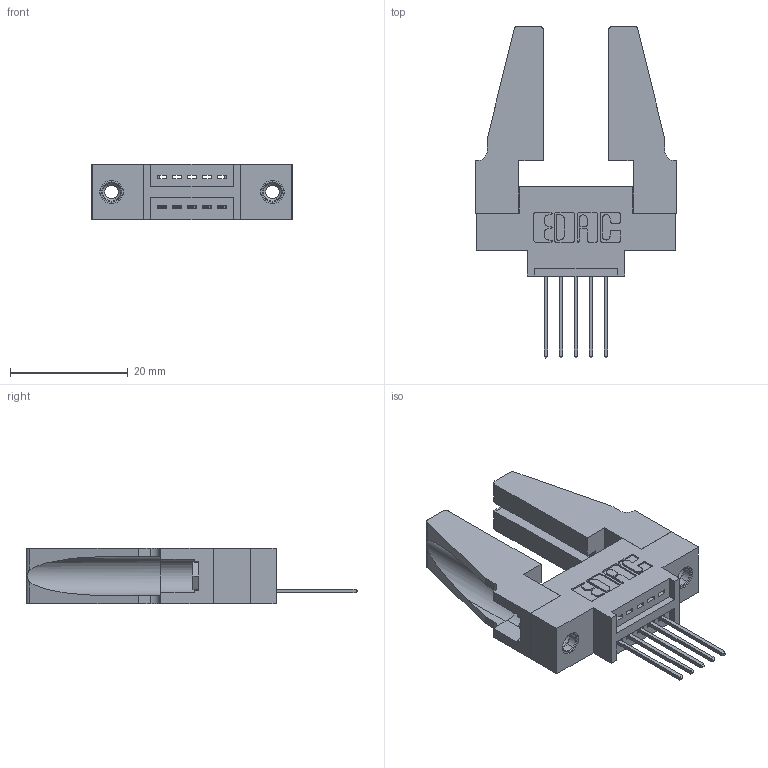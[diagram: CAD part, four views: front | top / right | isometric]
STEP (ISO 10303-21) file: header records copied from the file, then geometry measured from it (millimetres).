
FILE_DESCRIPTION (( 'STEP AP203' ), '1' );
FILE_NAME ('345-005-540-688.STEP', '2019-10-03T14:24:39', ( '' ), ( '' ), 'SwSTEP 2.0', 'SolidWorks 2016', '' );
FILE_SCHEMA (( 'CONFIG_CONTROL_DESIGN' ));
Length unit declared in the file: inch
Products named in the file (5): 345 Part_0.170 Offset - 0.156 Dia-TH; 345-220-078_345-220-088; 345-250-001_345-250-001-102; 345-005-540-688; 345-292-001_345-293-140
Assembly tree (10 placements, depth 2):
  345-005-540-688
    345 Part_0.170 Offset - 0.156 Dia-TH
    345-292-001_345-293-140  x5
    345-250-001_345-250-001-102  x2
    345-220-078_345-220-088  x2
Bounding box: 33.93 x 56.31 x 9.4 mm (x, y, z)
Volume: 6065.9 mm3; surface area: 6540.4 mm2
Topology: 10 solids, 10 shells, 544 faces, 1547 edges, 1014 vertices
Faces by surface type: plane 356, cylinder 172, cone 12, torus 4
Entity records: 11042 total; most frequent: CARTESIAN_POINT 1905, ORIENTED_EDGE 1804, DIRECTION 1724, EDGE_CURVE 902, VECTOR 708, LINE 708, VERTEX_POINT 594, AXIS2_PLACEMENT_3D 508
